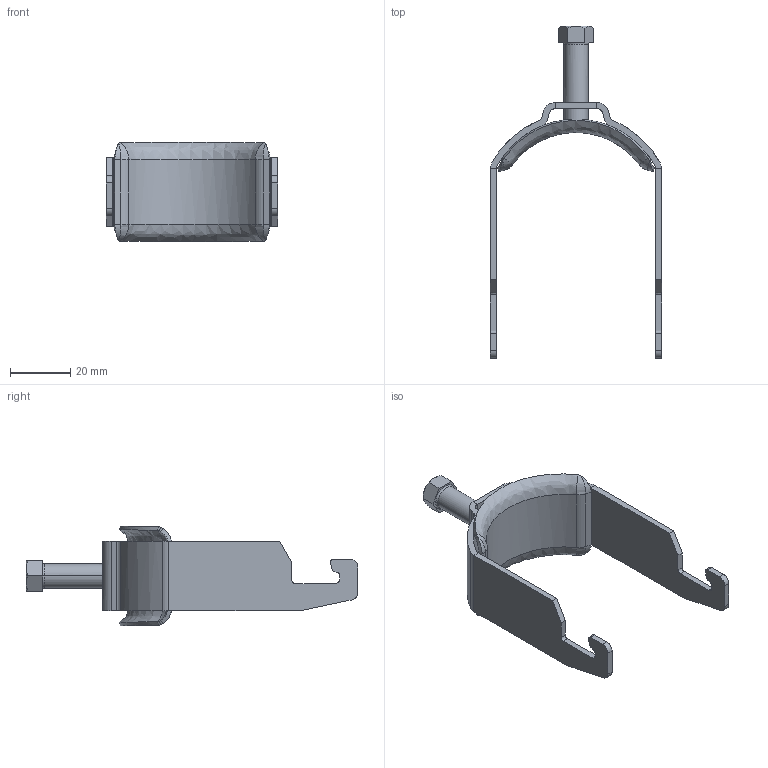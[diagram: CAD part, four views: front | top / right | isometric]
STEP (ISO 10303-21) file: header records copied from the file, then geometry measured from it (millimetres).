
FILE_DESCRIPTION(/* description */ (''),/* implementation_level */ '2;1');
FILE_NAME(/* name */ '1158082',/* time_stamp */ '2014-04-09T14:38:39+02:00',/* author */ (''),/* organization */ (''),/* preprocessor_version */ 'ST-DEVELOPER v15',/* originating_system */ '',/* authorisation */ '');
FILE_SCHEMA (('AUTOMOTIVE_DESIGN'));
Length unit declared in the file: millimetre
Products named in the file (1): Block 01
Bounding box: 57 x 110.5 x 33.09 mm (x, y, z)
Volume: 12381.7 mm3; surface area: 14364.8 mm2
Topology: 3 solids, 3 shells, 142 faces, 340 edges, 206 vertices
Faces by surface type: bspline 88, plane 54
Entity records: 5906 total; most frequent: CARTESIAN_POINT 3866, ORIENTED_EDGE 680, EDGE_CURVE 340, VERTEX_POINT 206, B_SPLINE_CURVE_WITH_KNOTS 169, EDGE_LOOP 146, ADVANCED_FACE 142, FACE_OUTER_BOUND 142
